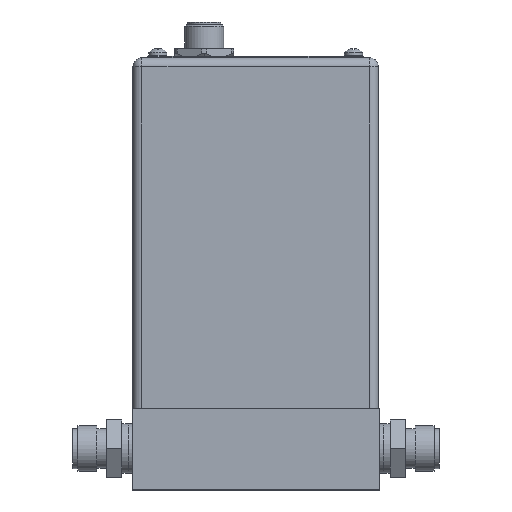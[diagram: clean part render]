
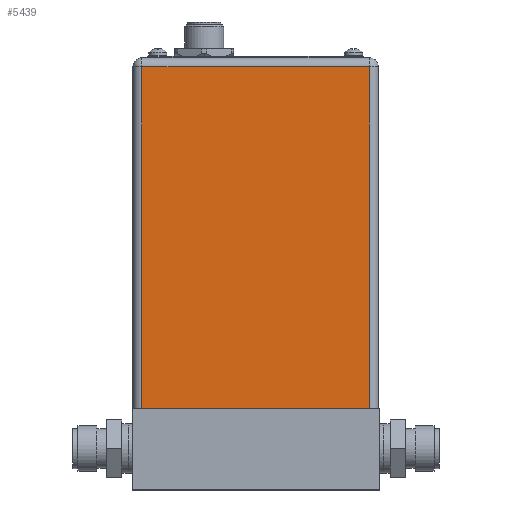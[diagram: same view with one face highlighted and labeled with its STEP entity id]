
A CAD part, top view. The second image highlights one B-rep face of the part: STEP entity #5439.
In plain terms, the highlighted planar face has unit normal (0, 0, 1).
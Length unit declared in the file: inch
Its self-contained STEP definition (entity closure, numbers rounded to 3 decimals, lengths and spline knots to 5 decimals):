
#3863=DIRECTION('',(1.,0.,0.));
#3864=VECTOR('',#3863,2.755);
#3865=CARTESIAN_POINT('',(-1.3775,0.,1.425));
#3866=LINE('',#3865,#3864);
#4113=DIRECTION('',(0.,-1.,0.));
#4114=VECTOR('',#4113,4.14);
#4115=CARTESIAN_POINT('',(1.3775,4.14,1.425));
#4116=LINE('',#4115,#4114);
#4120=DIRECTION('',(0.,-1.,0.));
#4121=VECTOR('',#4120,4.14);
#4122=CARTESIAN_POINT('',(-1.3775,4.14,1.425));
#4123=LINE('',#4122,#4121);
#4127=DIRECTION('',(1.,0.,0.));
#4128=VECTOR('',#4127,2.755);
#4129=CARTESIAN_POINT('',(-1.3775,4.14,1.425));
#4130=LINE('',#4129,#4128);
#4383=CARTESIAN_POINT('',(1.3775,0.,1.425));
#4385=VERTEX_POINT('',#4383);
#4386=CARTESIAN_POINT('',(1.3775,4.14,1.425));
#4387=VERTEX_POINT('',#4386);
#4388=CARTESIAN_POINT('',(-1.3775,4.14,1.425));
#4389=VERTEX_POINT('',#4388);
#4390=CARTESIAN_POINT('',(-1.3775,0.,1.425));
#4392=VERTEX_POINT('',#4390);
#5427=CARTESIAN_POINT('',(-1.4875,0.,1.425));
#5428=DIRECTION('',(0.,0.,1.));
#5429=DIRECTION('',(1.,0.,0.));
#5430=AXIS2_PLACEMENT_3D('',#5427,#5428,#5429);
#5431=PLANE('',#5430);
#5433=ORIENTED_EDGE('',*,*,#5432,.T.);
#5434=ORIENTED_EDGE('',*,*,#5170,.F.);
#5435=ORIENTED_EDGE('',*,*,#5396,.F.);
#5436=ORIENTED_EDGE('',*,*,#5418,.T.);
#5437=EDGE_LOOP('',(#5433,#5434,#5435,#5436));
#5438=FACE_OUTER_BOUND('',#5437,.F.);
#5439=ADVANCED_FACE('',(#5438),#5431,.T.);
#5170=EDGE_CURVE('',#4392,#4385,#3866,.T.);
#5396=EDGE_CURVE('',#4389,#4392,#4123,.T.);
#5418=EDGE_CURVE('',#4389,#4387,#4130,.T.);
#5432=EDGE_CURVE('',#4387,#4385,#4116,.T.);
